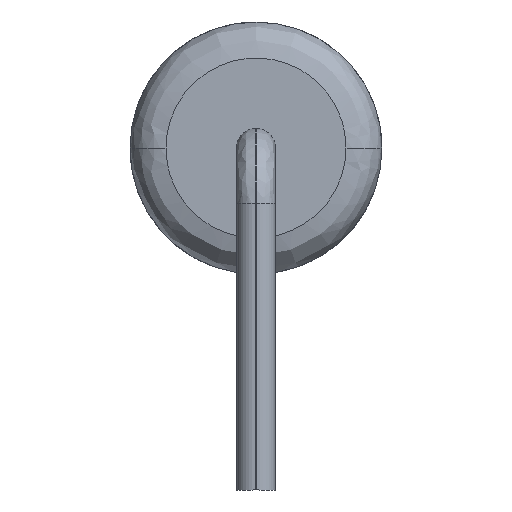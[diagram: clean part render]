
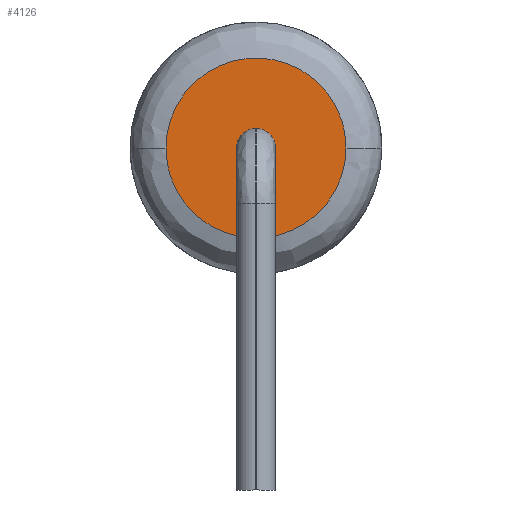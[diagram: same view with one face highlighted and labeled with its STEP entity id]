
A CAD part, left-side view. The second image highlights one B-rep face of the part: STEP entity #4126.
In plain terms, the highlighted planar face has unit normal (-1, 0, 0).
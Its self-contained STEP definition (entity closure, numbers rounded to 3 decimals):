
#136 = PLANE ( 'NONE',  #2362 ) ;
#181 = CARTESIAN_POINT ( 'NONE',  ( 1.35, -1.25, -0.75 ) ) ;
#354 = VERTEX_POINT ( 'NONE', #2342 ) ;
#561 = EDGE_CURVE ( 'NONE', #3859, #354, #771, .T. ) ;
#607 = CARTESIAN_POINT ( 'NONE',  ( 1.35, 1.25, 1.75 ) ) ;
#771 =( BOUNDED_CURVE ( )  B_SPLINE_CURVE ( 3, ( #3122, #181, #2386, #4597 ),
 .UNSPECIFIED., .F., .T. ) 
 B_SPLINE_CURVE_WITH_KNOTS ( ( 4, 4 ),
 ( 0.5, 1. ),
 .UNSPECIFIED. ) 
 CURVE ( )  GEOMETRIC_REPRESENTATION_ITEM ( )  RATIONAL_B_SPLINE_CURVE ( ( 1., 0.333, 0.333, 1. ) ) 
 REPRESENTATION_ITEM ( '' )  );
#983 = CARTESIAN_POINT ( 'NONE',  ( 1.35, -1.25, 1.75 ) ) ;
#1305 = CARTESIAN_POINT ( 'NONE',  ( 1.35, -1.25, 1.75 ) ) ;
#1377 = CARTESIAN_POINT ( 'NONE',  ( 1.35, 0., 1.75 ) ) ;
#1436 = ORIENTED_EDGE ( 'NONE', *, *, #2217, .F. ) ;
#1811 = DIRECTION ( 'NONE',  ( 0., 0., -1. ) ) ;
#2142 = DIRECTION ( 'NONE',  ( 1., 0., 0. ) ) ;
#2217 = EDGE_CURVE ( 'NONE', #354, #3859, #3711, .T. ) ;
#2298 = EDGE_LOOP ( 'NONE', ( #1436, #3031 ) ) ;
#2342 = CARTESIAN_POINT ( 'NONE',  ( 1.35, 1.25, 1.75 ) ) ;
#2362 = AXIS2_PLACEMENT_3D ( 'NONE', #1377, #2142, #1811 ) ;
#2386 = CARTESIAN_POINT ( 'NONE',  ( 1.35, 1.25, -0.75 ) ) ;
#3031 = ORIENTED_EDGE ( 'NONE', *, *, #561, .F. ) ;
#3122 = CARTESIAN_POINT ( 'NONE',  ( 1.35, -1.25, 1.75 ) ) ;
#3536 = CARTESIAN_POINT ( 'NONE',  ( 1.35, 1.25, 4.25 ) ) ;
#3711 =( BOUNDED_CURVE ( )  B_SPLINE_CURVE ( 3, ( #607, #3536, #3895, #983 ),
 .UNSPECIFIED., .F., .T. ) 
 B_SPLINE_CURVE_WITH_KNOTS ( ( 4, 4 ),
 ( 0., 0.5 ),
 .UNSPECIFIED. ) 
 CURVE ( )  GEOMETRIC_REPRESENTATION_ITEM ( )  RATIONAL_B_SPLINE_CURVE ( ( 1., 0.333, 0.333, 1. ) ) 
 REPRESENTATION_ITEM ( '' )  );
#3859 = VERTEX_POINT ( 'NONE', #1305 ) ;
#3895 = CARTESIAN_POINT ( 'NONE',  ( 1.35, -1.25, 4.25 ) ) ;
#4082 = FACE_OUTER_BOUND ( 'NONE', #2298, .T. ) ;
#4126 = ADVANCED_FACE ( 'NONE', ( #4082 ), #136, .F. ) ;
#4597 = CARTESIAN_POINT ( 'NONE',  ( 1.35, 1.25, 1.75 ) ) ;
